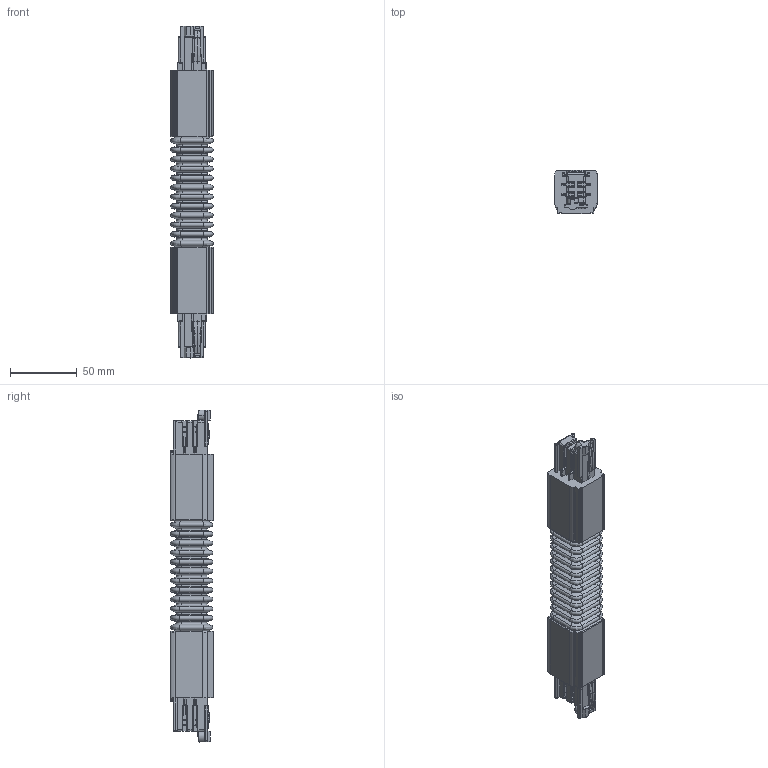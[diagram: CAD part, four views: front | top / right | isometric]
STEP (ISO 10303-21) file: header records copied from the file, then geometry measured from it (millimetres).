
FILE_DESCRIPTION (( 'STEP AP203' ), '1' );
FILE_NAME ('xts23_Dummy.STEP', '2017-08-14T08:27:55', ( '' ), ( '' ), 'SwSTEP 2.0', 'SolidWorks 2017', '' );
FILE_SCHEMA (( 'CONFIG_CONTROL_DESIGN' ));
Length unit declared in the file: millimetre
Products named in the file (1): xts23_Dummy
Bounding box: 31.71 x 32.55 x 248.4 mm (x, y, z)
Volume: 179405.4 mm3; surface area: 40889.6 mm2
Topology: 1 solids, 1 shells, 1675 faces, 4328 edges, 2605 vertices
Faces by surface type: plane 792, cylinder 525, bspline 344, torus 14
Entity records: 68258 total; most frequent: CARTESIAN_POINT 30224, ORIENTED_EDGE 8548, DIRECTION 6978, EDGE_CURVE 4274, LINE 2788, VECTOR 2788, VERTEX_POINT 2605, AXIS2_PLACEMENT_3D 2095
